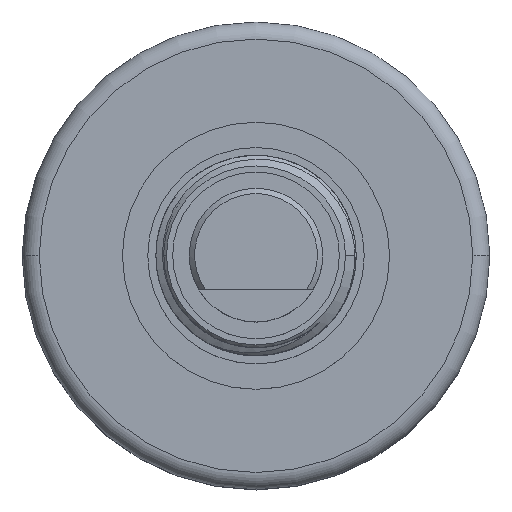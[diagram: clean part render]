
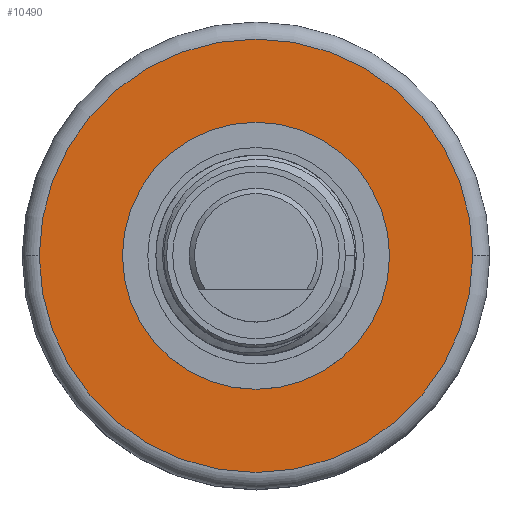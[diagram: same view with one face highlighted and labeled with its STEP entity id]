
A CAD part, top view. The second image highlights one B-rep face of the part: STEP entity #10490.
In plain terms, the highlighted planar face has unit normal (0, 0, 1).
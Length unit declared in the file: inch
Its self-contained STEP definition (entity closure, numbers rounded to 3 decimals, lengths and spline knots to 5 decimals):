
#2582=CARTESIAN_POINT('',(0.,0.,-0.4));
#2583=DIRECTION('',(0.,0.,1.));
#2584=DIRECTION('',(-1.,0.,0.));
#2585=AXIS2_PLACEMENT_3D('',#2582,#2583,#2584);
#2597=CARTESIAN_POINT('',(0.,0.,-0.4));
#2598=DIRECTION('',(0.,0.,1.));
#2599=DIRECTION('',(1.,0.,0.));
#2600=AXIS2_PLACEMENT_3D('',#2597,#2598,#2599);
#2612=CARTESIAN_POINT('',(0.,0.,-0.4));
#2613=DIRECTION('',(0.,0.,-1.));
#2614=DIRECTION('',(-1.,0.,0.));
#2615=AXIS2_PLACEMENT_3D('',#2612,#2613,#2614);
#2617=CARTESIAN_POINT('',(0.,0.,-0.4));
#2618=DIRECTION('',(0.,0.,-1.));
#2619=DIRECTION('',(1.,0.,0.));
#2620=AXIS2_PLACEMENT_3D('',#2617,#2618,#2619);
#7265=CARTESIAN_POINT('',(-0.40575,0.,-0.4));
#7266=CARTESIAN_POINT('',(0.40575,0.,-0.4));
#7267=VERTEX_POINT('',#7265);
#7268=VERTEX_POINT('',#7266);
#7313=CARTESIAN_POINT('',(-0.25,0.,-0.4));
#7314=CARTESIAN_POINT('',(0.25,0.,-0.4));
#7315=VERTEX_POINT('',#7313);
#7316=VERTEX_POINT('',#7314);
#10474=CARTESIAN_POINT('',(0.,0.,-0.4));
#10475=DIRECTION('',(0.,0.,1.));
#10476=DIRECTION('',(1.,0.,0.));
#10477=AXIS2_PLACEMENT_3D('',#10474,#10475,#10476);
#10478=PLANE('',#10477);
#10479=ORIENTED_EDGE('',*,*,#10464,.F.);
#10481=ORIENTED_EDGE('',*,*,#10480,.F.);
#10482=EDGE_LOOP('',(#10479,#10481));
#10483=FACE_OUTER_BOUND('',#10482,.F.);
#10485=ORIENTED_EDGE('',*,*,#10484,.F.);
#10487=ORIENTED_EDGE('',*,*,#10486,.F.);
#10488=EDGE_LOOP('',(#10485,#10487));
#10489=FACE_BOUND('',#10488,.F.);
#10490=ADVANCED_FACE('',(#10483,#10489),#10478,.T.);
#2586=CIRCLE('',#2585,0.40575);
#2601=CIRCLE('',#2600,0.40575);
#2616=CIRCLE('',#2615,0.25);
#2621=CIRCLE('',#2620,0.25);
#10464=EDGE_CURVE('',#7267,#7268,#2586,.T.);
#10480=EDGE_CURVE('',#7268,#7267,#2601,.T.);
#10484=EDGE_CURVE('',#7315,#7316,#2616,.T.);
#10486=EDGE_CURVE('',#7316,#7315,#2621,.T.);
